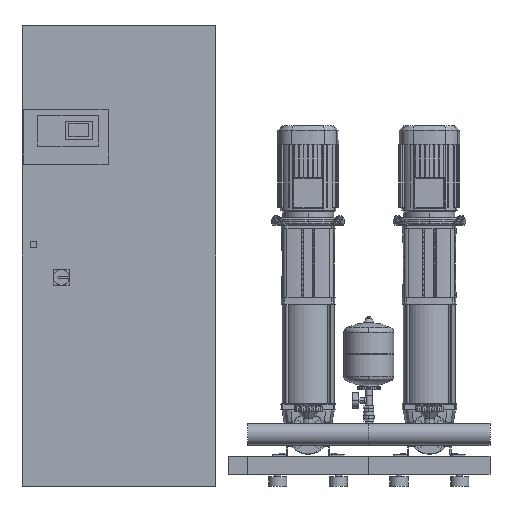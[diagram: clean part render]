
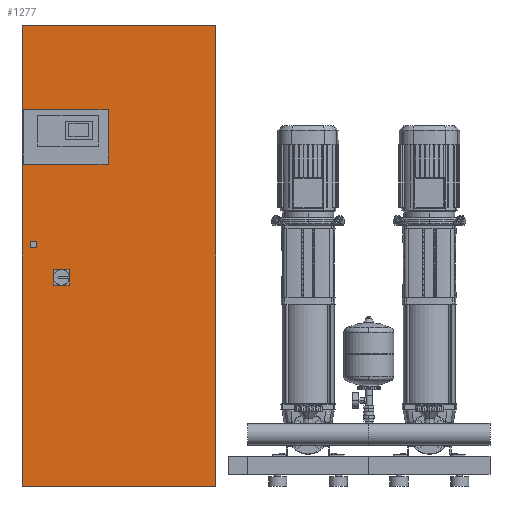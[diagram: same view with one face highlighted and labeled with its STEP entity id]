
A CAD part, front view. The second image highlights one B-rep face of the part: STEP entity #1277.
In plain terms, the highlighted planar face has unit normal (0, -1, 0).
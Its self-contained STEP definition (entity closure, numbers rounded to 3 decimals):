
#586=CARTESIAN_POINT('',(-872.,-250.,1009.));
#587=VERTEX_POINT('',#586);
#594=CARTESIAN_POINT('',(-897.,-250.,1009.));
#595=VERTEX_POINT('',#594);
#596=CARTESIAN_POINT('',(-897.,-250.,1009.));
#597=DIRECTION('',(1.0,0.0,0.0));
#598=VECTOR('',#597,25.0);
#599=LINE('',#596,#598);
#600=EDGE_CURVE('',#595,#587,#599,.T.);
#618=CARTESIAN_POINT('',(-897.,-250.,984.));
#619=VERTEX_POINT('',#618);
#620=CARTESIAN_POINT('',(-897.,-250.,984.));
#621=DIRECTION('',(0.0,0.0,1.0));
#622=VECTOR('',#621,25.0);
#623=LINE('',#620,#622);
#624=EDGE_CURVE('',#619,#595,#623,.T.);
#642=CARTESIAN_POINT('',(-872.,-250.,984.));
#643=VERTEX_POINT('',#642);
#644=CARTESIAN_POINT('',(-872.,-250.,984.));
#645=DIRECTION('',(-1.0,0.0,0.0));
#646=VECTOR('',#645,25.0);
#647=LINE('',#644,#646);
#648=EDGE_CURVE('',#643,#619,#647,.T.);
#666=CARTESIAN_POINT('',(-872.,-250.,1009.));
#667=DIRECTION('',(0.0,0.0,-1.0));
#668=VECTOR('',#667,25.0);
#669=LINE('',#666,#668);
#670=EDGE_CURVE('',#587,#643,#669,.T.);
#815=CARTESIAN_POINT('',(-925.,-250.,1554.0));
#816=VERTEX_POINT('',#815);
#823=CARTESIAN_POINT('',(-925.,-250.,1329.0));
#824=VERTEX_POINT('',#823);
#825=CARTESIAN_POINT('',(-925.,-250.,1329.0));
#826=DIRECTION('',(0.0,0.0,1.0));
#827=VECTOR('',#826,225.0);
#828=LINE('',#825,#827);
#829=EDGE_CURVE('',#824,#816,#828,.T.);
#854=CARTESIAN_POINT('',(-575.,-250.,1329.0));
#855=VERTEX_POINT('',#854);
#856=CARTESIAN_POINT('',(-575.,-250.,1329.0));
#857=DIRECTION('',(-1.0,0.0,0.0));
#858=VECTOR('',#857,350.0);
#859=LINE('',#856,#858);
#860=EDGE_CURVE('',#855,#824,#859,.T.);
#885=CARTESIAN_POINT('',(-575.,-250.,1554.0));
#886=VERTEX_POINT('',#885);
#887=CARTESIAN_POINT('',(-575.,-250.,1554.0));
#888=DIRECTION('',(0.0,0.0,-1.0));
#889=VECTOR('',#888,225.0);
#890=LINE('',#887,#889);
#891=EDGE_CURVE('',#886,#855,#890,.T.);
#914=CARTESIAN_POINT('',(-925.,-250.,1554.0));
#915=DIRECTION('',(1.0,0.0,0.0));
#916=VECTOR('',#915,350.0);
#917=LINE('',#914,#916);
#918=EDGE_CURVE('',#816,#886,#917,.T.);
#1226=CARTESIAN_POINT('',(-530.,-250.,950.));
#1227=DIRECTION('',(0.0,-1.0,0.0));
#1228=DIRECTION('',(1.0,0.0,0.0));
#1229=AXIS2_PLACEMENT_3D('',#1226,#1227,#1228);
#1230=PLANE('',#1229);
#1231=CARTESIAN_POINT('',(-930.,-250.,1900.0));
#1232=VERTEX_POINT('',#1231);
#1233=CARTESIAN_POINT('',(-130.,-250.,1900.0));
#1234=VERTEX_POINT('',#1233);
#1235=CARTESIAN_POINT('',(-930.,-250.,1900.0));
#1236=DIRECTION('',(1.0,0.0,0.0));
#1237=VECTOR('',#1236,800.);
#1238=LINE('',#1235,#1237);
#1239=EDGE_CURVE('',#1232,#1234,#1238,.T.);
#1240=ORIENTED_EDGE('',*,*,#1239,.F.);
#1241=CARTESIAN_POINT('',(-930.0,-250.0,0.));
#1242=VERTEX_POINT('',#1241);
#1243=CARTESIAN_POINT('',(-930.0,-250.0,0.));
#1244=DIRECTION('',(0.0,0.0,1.0));
#1245=VECTOR('',#1244,1900.0);
#1246=LINE('',#1243,#1245);
#1247=EDGE_CURVE('',#1242,#1232,#1246,.T.);
#1248=ORIENTED_EDGE('',*,*,#1247,.F.);
#1249=CARTESIAN_POINT('',(-130.0,-250.0,0.));
#1250=VERTEX_POINT('',#1249);
#1251=CARTESIAN_POINT('',(-130.0,-250.0,0.));
#1252=DIRECTION('',(-1.0,0.0,0.0));
#1253=VECTOR('',#1252,800.0);
#1254=LINE('',#1251,#1253);
#1255=EDGE_CURVE('',#1250,#1242,#1254,.T.);
#1256=ORIENTED_EDGE('',*,*,#1255,.F.);
#1257=CARTESIAN_POINT('',(-130.,-250.,1900.0));
#1258=DIRECTION('',(0.0,0.0,-1.0));
#1259=VECTOR('',#1258,1900.0);
#1260=LINE('',#1257,#1259);
#1261=EDGE_CURVE('',#1234,#1250,#1260,.T.);
#1262=ORIENTED_EDGE('',*,*,#1261,.F.);
#1263=EDGE_LOOP('',(#1240,#1248,#1256,#1262));
#1264=FACE_OUTER_BOUND('',#1263,.T.);
#1265=ORIENTED_EDGE('',*,*,#600,.T.);
#1266=ORIENTED_EDGE('',*,*,#670,.T.);
#1267=ORIENTED_EDGE('',*,*,#648,.T.);
#1268=ORIENTED_EDGE('',*,*,#624,.T.);
#1269=EDGE_LOOP('',(#1265,#1266,#1267,#1268));
#1270=FACE_BOUND('',#1269,.T.);
#1271=ORIENTED_EDGE('',*,*,#829,.T.);
#1272=ORIENTED_EDGE('',*,*,#918,.T.);
#1273=ORIENTED_EDGE('',*,*,#891,.T.);
#1274=ORIENTED_EDGE('',*,*,#860,.T.);
#1275=EDGE_LOOP('',(#1271,#1272,#1273,#1274));
#1276=FACE_BOUND('',#1275,.T.);
#1277=ADVANCED_FACE('',(#1264,#1270,#1276),#1230,.T.);
